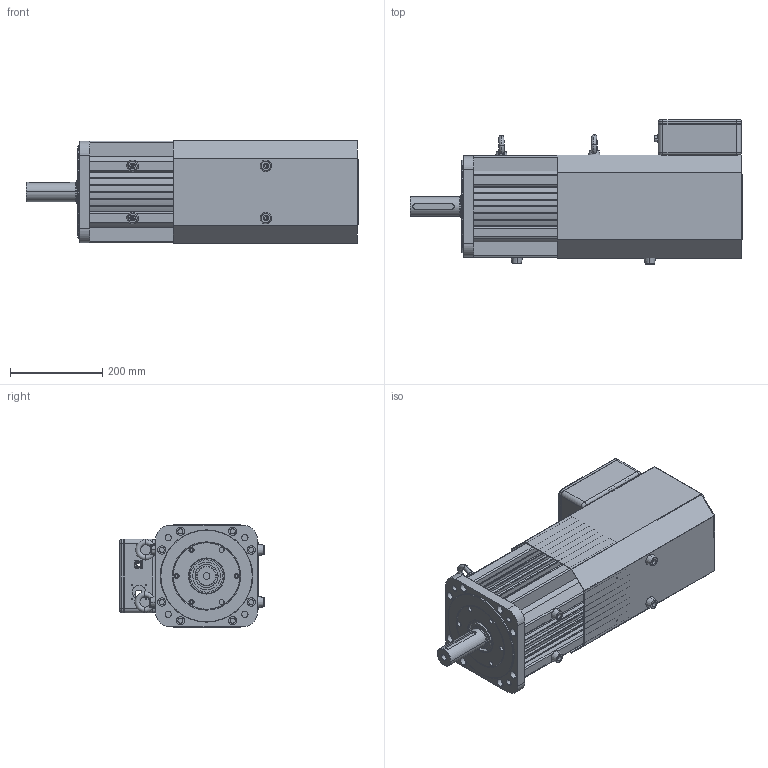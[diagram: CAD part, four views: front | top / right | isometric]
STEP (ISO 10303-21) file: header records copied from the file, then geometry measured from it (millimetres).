
FILE_DESCRIPTION (( 'STEP AP203' ), '1' );
FILE_NAME ('MS-220STE-TL96015BZ-415P0-S01.STEP', '2021-01-22T06:09:54', ( '' ), ( '' ), 'SwSTEP 2.0', 'SolidWorks 2016', '' );
FILE_SCHEMA (( 'CONFIG_CONTROL_DESIGN' ));
Length unit declared in the file: millimetre
Products named in the file (1): MS-220STE-TL96015BZ-415P0-S01
Bounding box: 719.25 x 312 x 223 mm (x, y, z)
Surface area: 1483541.5 mm2 (no closed solid volume)
Topology: 0 solids, 25 shells, 655 faces, 2144 edges, 1472 vertices
Faces by surface type: cylinder 321, plane 194, torus 96, cone 38, bspline 6
Entity records: 26636 total; most frequent: CARTESIAN_POINT 7572, DIRECTION 4324, ORIENTED_EDGE 3367, EDGE_CURVE 2140, AXIS2_PLACEMENT_3D 1730, VERTEX_POINT 1472, CIRCLE 1080, VECTOR 864
